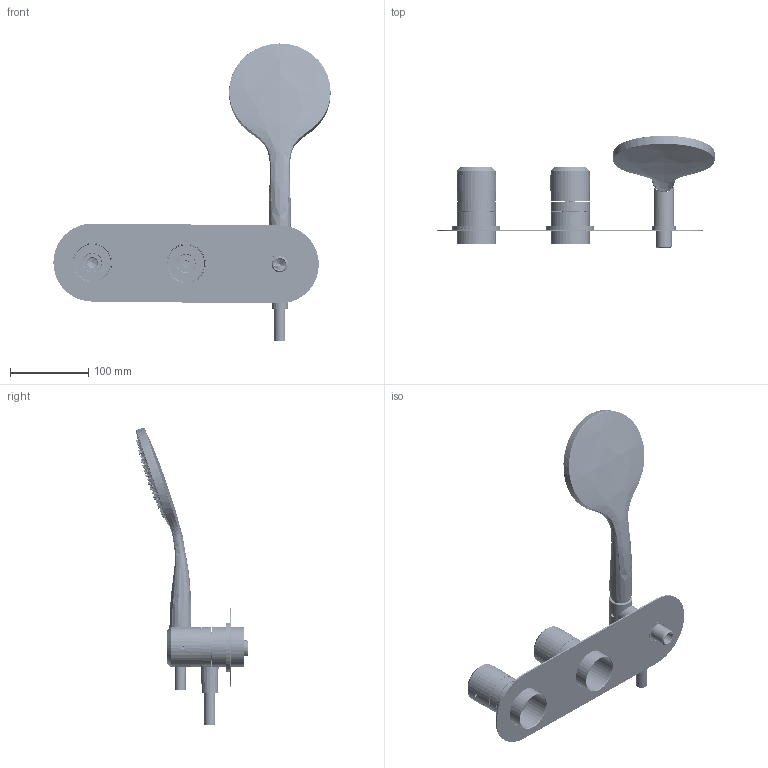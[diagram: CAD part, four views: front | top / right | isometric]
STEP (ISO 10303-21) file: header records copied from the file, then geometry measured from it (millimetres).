
FILE_DESCRIPTION(('CATIA V5 STEP Exchange','CAx-IF Rec.Pracs.--- Model Styling and Organization---1.5--- 2016-08-15','CAx-IF Rec.Pracs.---Supplemental Geometry---1.0---2011-11-01','CAx-IF Rec.Pracs.--- Composite Materials ---3.4---2017-06-13','CAx-IF Rec.Pracs.---Tessellated 3D Geometry---1.0---2015-12-17'),'2;1');
FILE_NAME('CR019640xx - rendering.stp','2024-02-01T13:26:43+00:00',('none'),('none'),'CATIA Version 5-6 Release 2020 SP2','CATIA V5 STEP AP242 v2','none');
FILE_SCHEMA(('AP242_MANAGED_MODEL_BASED_3D_ENGINEERING_MIM_LF {1 0 10303 442 1 1 4}'));
Products named in the file (1): Product1_AllCATPart
Bounding box: 355.06 x 143.49 x 380.47 mm (x, y, z)
Volume: 369611.4 mm3; surface area: 291599.2 mm2
Topology: 38 solids, 40 shells, 3727 faces, 10015 edges, 6394 vertices
Faces by surface type: torus 1044, plane 843, cone 704, cylinder 673, bspline 376, sphere 87
Entity records: 163746 total; most frequent: CARTESIAN_POINT 84663, ORIENTED_EDGE 19942, DIRECTION 10393, EDGE_CURVE 9975, VERTEX_POINT 6394, AXIS2_PLACEMENT_3D 6091, CIRCLE 4307, EDGE_LOOP 4104
